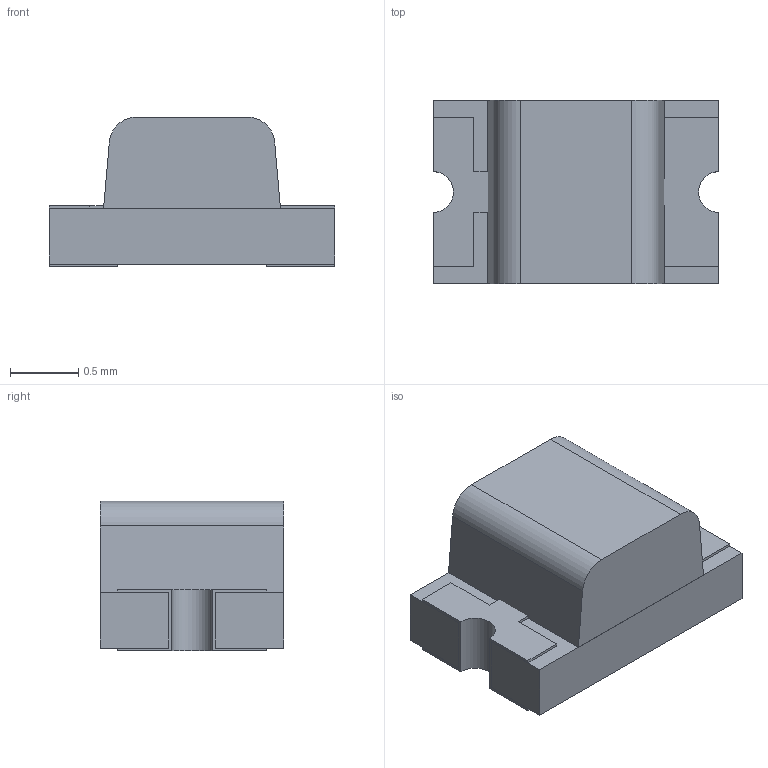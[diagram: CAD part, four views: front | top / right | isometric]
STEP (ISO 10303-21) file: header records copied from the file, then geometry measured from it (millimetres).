
FILE_DESCRIPTION (( 'STEP AP203' ), '1' );
FILE_NAME ('LED-0805H1.1.step', '2019-10-07T21:30:50', ( '' ), ( '' ), 'SwSTEP 2.0', 'SolidWorks 2017', '' );
FILE_SCHEMA (( 'CONFIG_CONTROL_DESIGN' ));
Length unit declared in the file: millimetre
Products named in the file (1): LED-0805H1.1
Bounding box: 2.1 x 1.35 x 1.1 mm (x, y, z)
Volume: 2.3 mm3; surface area: 20.6 mm2
Topology: 3 solids, 3 shells, 70 faces, 179 edges, 118 vertices
Faces by surface type: plane 51, cylinder 15, cone 2, bspline 2
Entity records: 2578 total; most frequent: CARTESIAN_POINT 780, ORIENTED_EDGE 358, DIRECTION 349, EDGE_CURVE 179, VECTOR 143, LINE 143, VERTEX_POINT 118, AXIS2_PLACEMENT_3D 103
